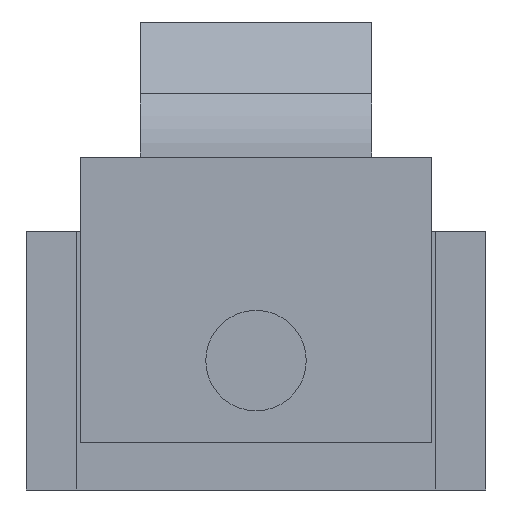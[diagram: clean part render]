
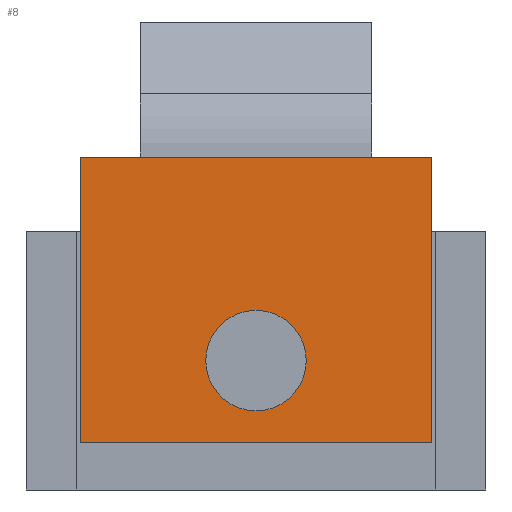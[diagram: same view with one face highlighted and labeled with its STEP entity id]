
A CAD part, front view. The second image highlights one B-rep face of the part: STEP entity #8.
In plain terms, the highlighted planar face has unit normal (0, -1, 0).
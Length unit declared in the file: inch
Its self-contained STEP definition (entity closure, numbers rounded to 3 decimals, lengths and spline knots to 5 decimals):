
#8 = ADVANCED_FACE ( 'NONE', ( #1176, #10 ), #435, .T. ) ;
#10 = FACE_OUTER_BOUND ( 'NONE', #1247, .T. ) ;
#77 = VERTEX_POINT ( 'NONE', #1290 ) ;
#85 = ORIENTED_EDGE ( 'NONE', *, *, #219, .T. ) ;
#109 = CARTESIAN_POINT ( 'NONE',  ( 0.27559, -0.51295, -0.12795 ) ) ;
#115 = CARTESIAN_POINT ( 'NONE',  ( 0.27559, -0.51295, 0.37756 ) ) ;
#134 = DIRECTION ( 'NONE',  ( 0., 0., -1. ) ) ;
#139 = VECTOR ( 'NONE', #1073, 39.37008 ) ;
#148 = DIRECTION ( 'NONE',  ( -1., 0., 0. ) ) ;
#151 = CARTESIAN_POINT ( 'NONE',  ( 0.1811, -0.51295, 0.31906 ) ) ;
#195 = VERTEX_POINT ( 'NONE', #453 ) ;
#219 = EDGE_CURVE ( 'NONE', #77, #252, #778, .T. ) ;
#220 = VECTOR ( 'NONE', #516, 39.37008 ) ;
#223 = CARTESIAN_POINT ( 'NONE',  ( 0., -0.51295, 0. ) ) ;
#236 = CARTESIAN_POINT ( 'NONE',  ( -0.27559, -0.51295, 0.37756 ) ) ;
#245 = DIRECTION ( 'NONE',  ( 0., 0., 1. ) ) ;
#252 = VERTEX_POINT ( 'NONE', #1342 ) ;
#260 = DIRECTION ( 'NONE',  ( -1., 0., 0. ) ) ;
#277 = VECTOR ( 'NONE', #148, 39.37008 ) ;
#327 = DIRECTION ( 'NONE',  ( 0., 1., 0. ) ) ;
#358 = CARTESIAN_POINT ( 'NONE',  ( -0.1811, -0.51295, 0.31906 ) ) ;
#406 = CARTESIAN_POINT ( 'NONE',  ( -0.27559, -0.51295, -0.12795 ) ) ;
#435 = PLANE ( 'NONE',  #740 ) ;
#452 = LINE ( 'NONE', #236, #1104 ) ;
#453 = CARTESIAN_POINT ( 'NONE',  ( 0.27559, -0.51295, 0.31906 ) ) ;
#516 = DIRECTION ( 'NONE',  ( -1., 0., 0. ) ) ;
#523 = DIRECTION ( 'NONE',  ( 0., -1., 0. ) ) ;
#534 = DIRECTION ( 'NONE',  ( 0., 0., 1. ) ) ;
#542 = VECTOR ( 'NONE', #260, 39.37008 ) ;
#560 = EDGE_CURVE ( 'NONE', #1099, #252, #452, .T. ) ;
#605 = EDGE_LOOP ( 'NONE', ( #998 ) ) ;
#623 = LINE ( 'NONE', #109, #220 ) ;
#625 = CARTESIAN_POINT ( 'NONE',  ( 0.27559, -0.51295, 0.31906 ) ) ;
#630 = ORIENTED_EDGE ( 'NONE', *, *, #873, .T. ) ;
#645 = CARTESIAN_POINT ( 'NONE',  ( 0., -0.51295, 0.0689 ) ) ;
#650 = VERTEX_POINT ( 'NONE', #151 ) ;
#651 = CARTESIAN_POINT ( 'NONE',  ( 0.27559, -0.51295, 0.37756 ) ) ;
#691 = ORIENTED_EDGE ( 'NONE', *, *, #1122, .F. ) ;
#740 = AXIS2_PLACEMENT_3D ( 'NONE', #115, #523, #134 ) ;
#774 = LINE ( 'NONE', #625, #1263 ) ;
#778 = LINE ( 'NONE', #358, #277 ) ;
#799 = CARTESIAN_POINT ( 'NONE',  ( 0.27559, -0.51295, -0.12795 ) ) ;
#812 = CIRCLE ( 'NONE', #1287, 0.0689 ) ;
#866 = ORIENTED_EDGE ( 'NONE', *, *, #560, .F. ) ;
#873 = EDGE_CURVE ( 'NONE', #650, #77, #774, .T. ) ;
#925 = EDGE_CURVE ( 'NONE', #961, #195, #935, .T. ) ;
#935 = LINE ( 'NONE', #651, #139 ) ;
#961 = VERTEX_POINT ( 'NONE', #799 ) ;
#975 = EDGE_CURVE ( 'NONE', #195, #650, #994, .T. ) ;
#994 = LINE ( 'NONE', #1223, #542 ) ;
#998 = ORIENTED_EDGE ( 'NONE', *, *, #1357, .T. ) ;
#1040 = ORIENTED_EDGE ( 'NONE', *, *, #975, .T. ) ;
#1046 = DIRECTION ( 'NONE',  ( -1., 0., 0. ) ) ;
#1073 = DIRECTION ( 'NONE',  ( 0., 0., 1. ) ) ;
#1099 = VERTEX_POINT ( 'NONE', #406 ) ;
#1104 = VECTOR ( 'NONE', #245, 39.37008 ) ;
#1122 = EDGE_CURVE ( 'NONE', #961, #1099, #623, .T. ) ;
#1173 = VERTEX_POINT ( 'NONE', #645 ) ;
#1176 = FACE_BOUND ( 'NONE', #605, .T. ) ;
#1223 = CARTESIAN_POINT ( 'NONE',  ( 0.27559, -0.51295, 0.31906 ) ) ;
#1247 = EDGE_LOOP ( 'NONE', ( #866, #691, #1292, #1040, #630, #85 ) ) ;
#1263 = VECTOR ( 'NONE', #1046, 39.37008 ) ;
#1287 = AXIS2_PLACEMENT_3D ( 'NONE', #223, #327, #534 ) ;
#1290 = CARTESIAN_POINT ( 'NONE',  ( -0.1811, -0.51295, 0.31906 ) ) ;
#1292 = ORIENTED_EDGE ( 'NONE', *, *, #925, .T. ) ;
#1342 = CARTESIAN_POINT ( 'NONE',  ( -0.27559, -0.51295, 0.31906 ) ) ;
#1357 = EDGE_CURVE ( 'NONE', #1173, #1173, #812, .T. ) ;
